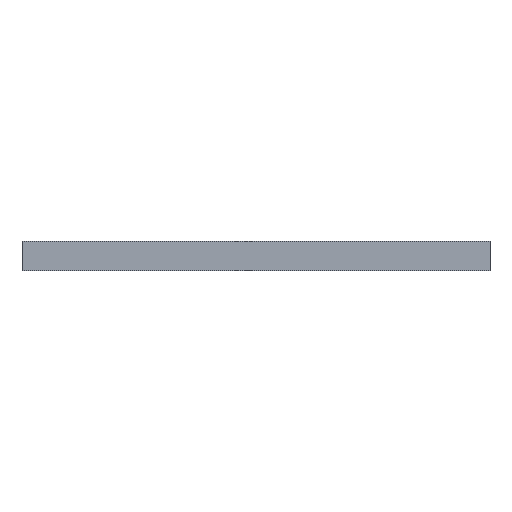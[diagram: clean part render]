
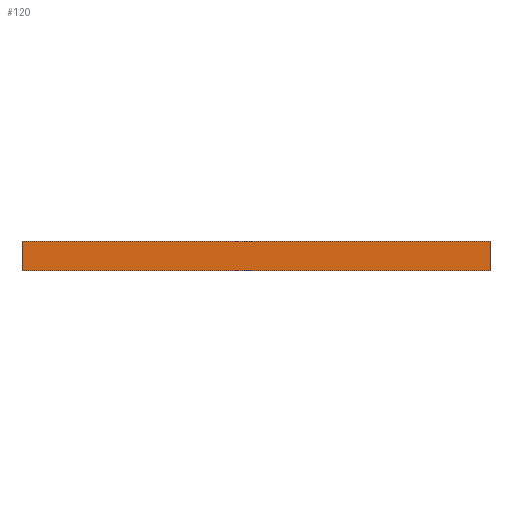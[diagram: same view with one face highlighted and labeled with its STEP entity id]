
A CAD part, front view. The second image highlights one B-rep face of the part: STEP entity #120.
In plain terms, the highlighted planar face has unit normal (0, -1, 0).
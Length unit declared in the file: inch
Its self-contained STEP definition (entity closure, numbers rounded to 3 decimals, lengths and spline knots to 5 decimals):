
#12 = ORIENTED_EDGE ( 'NONE', *, *, #74, .F. ) ;
#21 = VERTEX_POINT ( 'NONE', #25 ) ;
#25 = CARTESIAN_POINT ( 'NONE',  ( -1.5, -1.5, 0.094 ) ) ;
#48 = EDGE_CURVE ( 'NONE', #386, #480, #275, .T. ) ;
#49 = DIRECTION ( 'NONE',  ( 1., 0., 0. ) ) ;
#74 = EDGE_CURVE ( 'NONE', #21, #617, #230, .T. ) ;
#95 = EDGE_LOOP ( 'NONE', ( #790, #12, #201, #615 ) ) ;
#120 = ADVANCED_FACE ( 'NONE', ( #505 ), #672, .T. ) ;
#187 = DIRECTION ( 'NONE',  ( 0., -1., 0. ) ) ;
#201 = ORIENTED_EDGE ( 'NONE', *, *, #537, .F. ) ;
#213 = DIRECTION ( 'NONE',  ( 0., 0., 1. ) ) ;
#219 = LINE ( 'NONE', #384, #390 ) ;
#224 = EDGE_CURVE ( 'NONE', #480, #617, #219, .T. ) ;
#230 = LINE ( 'NONE', #350, #373 ) ;
#235 = DIRECTION ( 'NONE',  ( 1., 0., 0. ) ) ;
#265 = LINE ( 'NONE', #564, #598 ) ;
#275 = LINE ( 'NONE', #467, #477 ) ;
#350 = CARTESIAN_POINT ( 'NONE',  ( 1.5, -1.5, 0.094 ) ) ;
#370 = CARTESIAN_POINT ( 'NONE',  ( 1.5, -1.5, -0.094 ) ) ;
#373 = VECTOR ( 'NONE', #416, 39.37008 ) ;
#384 = CARTESIAN_POINT ( 'NONE',  ( 1.5, -1.5, -0.094 ) ) ;
#386 = VERTEX_POINT ( 'NONE', #558 ) ;
#390 = VECTOR ( 'NONE', #806, 39.37008 ) ;
#416 = DIRECTION ( 'NONE',  ( 1., 0., 0. ) ) ;
#467 = CARTESIAN_POINT ( 'NONE',  ( 1.5, -1.5, -0.094 ) ) ;
#477 = VECTOR ( 'NONE', #235, 39.37008 ) ;
#480 = VERTEX_POINT ( 'NONE', #629 ) ;
#490 = AXIS2_PLACEMENT_3D ( 'NONE', #370, #187, #49 ) ;
#505 = FACE_OUTER_BOUND ( 'NONE', #95, .T. ) ;
#537 = EDGE_CURVE ( 'NONE', #386, #21, #265, .T. ) ;
#558 = CARTESIAN_POINT ( 'NONE',  ( -1.5, -1.5, -0.094 ) ) ;
#564 = CARTESIAN_POINT ( 'NONE',  ( -1.5, -1.5, -0.094 ) ) ;
#598 = VECTOR ( 'NONE', #213, 39.37008 ) ;
#615 = ORIENTED_EDGE ( 'NONE', *, *, #48, .T. ) ;
#617 = VERTEX_POINT ( 'NONE', #770 ) ;
#629 = CARTESIAN_POINT ( 'NONE',  ( 1.5, -1.5, -0.094 ) ) ;
#672 = PLANE ( 'NONE',  #490 ) ;
#770 = CARTESIAN_POINT ( 'NONE',  ( 1.5, -1.5, 0.094 ) ) ;
#790 = ORIENTED_EDGE ( 'NONE', *, *, #224, .T. ) ;
#806 = DIRECTION ( 'NONE',  ( 0., 0., 1. ) ) ;
